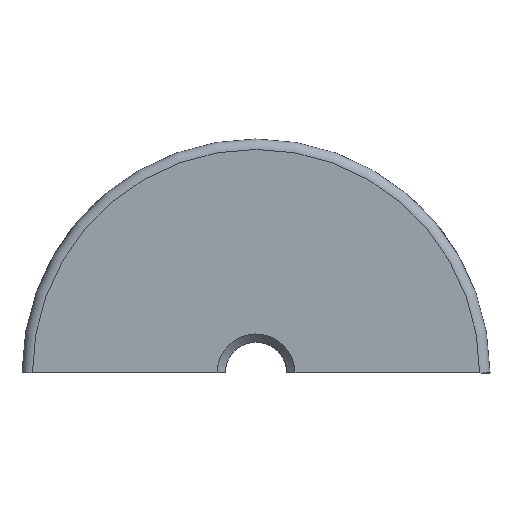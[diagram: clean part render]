
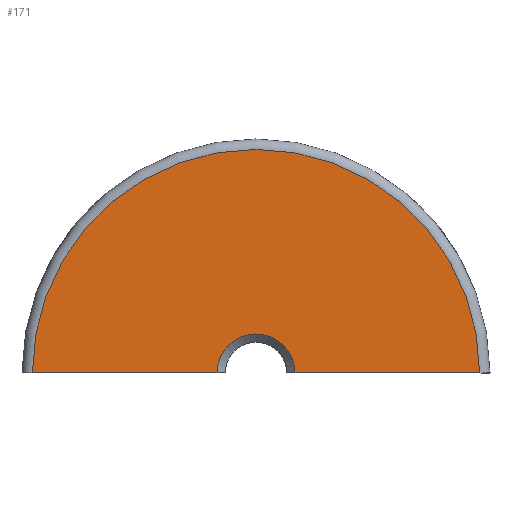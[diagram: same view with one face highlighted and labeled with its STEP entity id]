
A CAD part, front view. The second image highlights one B-rep face of the part: STEP entity #171.
In plain terms, the highlighted planar face has unit normal (0, -1, 0).
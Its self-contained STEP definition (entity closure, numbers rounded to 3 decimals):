
#132=CARTESIAN_POINT('Axis2P3D Location',(0.,0.,0.)) ;
#137=CARTESIAN_POINT('Axis2P3D Location',(0.,0.,0.)) ;
#141=CARTESIAN_POINT('Vertex',(-21.5,0.,0.)) ;
#143=CARTESIAN_POINT('Vertex',(21.5,0.,0.)) ;
#146=CARTESIAN_POINT('Line Origine',(-12.625,0.,0.)) ;
#150=CARTESIAN_POINT('Vertex',(-3.75,0.,0.)) ;
#153=CARTESIAN_POINT('Axis2P3D Location',(0.,0.,0.)) ;
#157=CARTESIAN_POINT('Vertex',(3.75,0.,0.)) ;
#160=CARTESIAN_POINT('Line Origine',(12.625,0.,0.)) ;
#133=DIRECTION('Axis2P3D Direction',(0.,1.,-0.)) ;
#134=DIRECTION('Axis2P3D XDirection',(-1.,0.,0.)) ;
#138=DIRECTION('Axis2P3D Direction',(0.,1.,-0.)) ;
#147=DIRECTION('Vector Direction',(-1.,0.,0.)) ;
#154=DIRECTION('Axis2P3D Direction',(0.,1.,-0.)) ;
#161=DIRECTION('Vector Direction',(-1.,0.,0.)) ;
#135=AXIS2_PLACEMENT_3D('Plane Axis2P3D',#132,#133,#134) ;
#139=AXIS2_PLACEMENT_3D('Circle Axis2P3D',#137,#138,$) ;
#155=AXIS2_PLACEMENT_3D('Circle Axis2P3D',#153,#154,$) ;
#166=ORIENTED_EDGE('',*,*,#145,.F.) ;
#167=ORIENTED_EDGE('',*,*,#152,.F.) ;
#168=ORIENTED_EDGE('',*,*,#159,.F.) ;
#169=ORIENTED_EDGE('',*,*,#164,.F.) ;
#148=VECTOR('Line Direction',#147,1.) ;
#162=VECTOR('Line Direction',#161,1.) ;
#171=ADVANCED_FACE('Corps principal',(#170),#136,.F.) ;
#140=CIRCLE('generated circle',#139,21.5) ;
#156=CIRCLE('generated circle',#155,3.75) ;
#145=EDGE_CURVE('',#142,#144,#140,.T.) ;
#152=EDGE_CURVE('',#151,#142,#149,.T.) ;
#159=EDGE_CURVE('',#158,#151,#156,.F.) ;
#164=EDGE_CURVE('',#144,#158,#163,.T.) ;
#165=EDGE_LOOP('',(#166,#167,#168,#169)) ;
#170=FACE_OUTER_BOUND('',#165,.T.) ;
#149=LINE('Line',#146,#148) ;
#163=LINE('Line',#160,#162) ;
#136=PLANE('Plane',#135) ;
#142=VERTEX_POINT('',#141) ;
#144=VERTEX_POINT('',#143) ;
#151=VERTEX_POINT('',#150) ;
#158=VERTEX_POINT('',#157) ;
